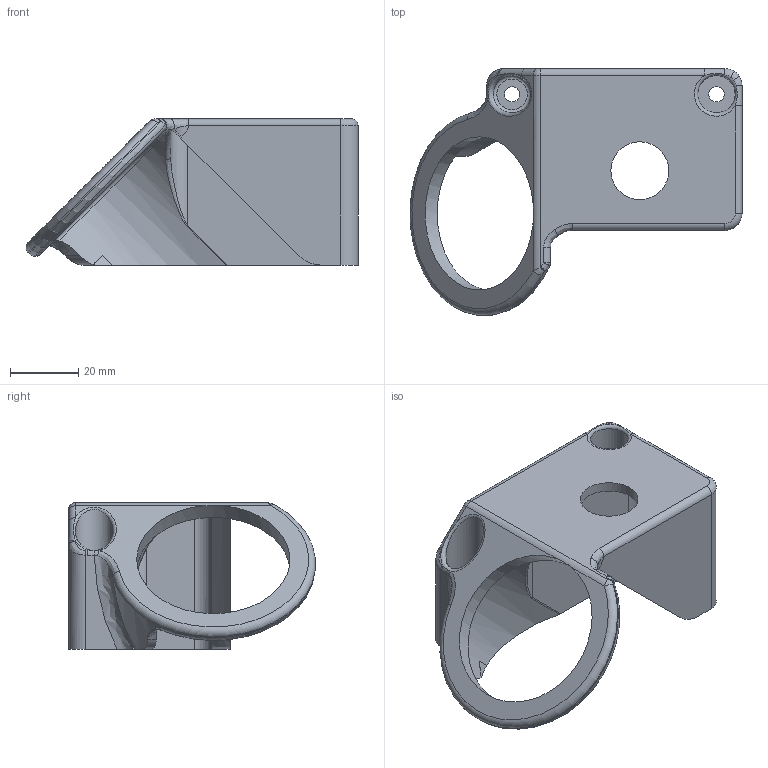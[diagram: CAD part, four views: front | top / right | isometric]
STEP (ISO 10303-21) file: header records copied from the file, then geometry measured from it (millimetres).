
FILE_DESCRIPTION(/* description */ ('','CAx-IF Rec.Pracs.---Representation and Presentation of Product Manufacturing Information (PMI)---4.0---2014-10-13'),/* implementation_level */ '2;1');
FILE_NAME(/* name */ 'EMC_BTN_CASE v8.step',/* time_stamp */ '2024-12-28T11:13:57+09:00',/* author */ (''),/* organization */ (''),/* preprocessor_version */ 'ST-DEVELOPER v20',/* originating_system */ 'Autodesk Translation Framework v13.20.0.188',/* authorisation */ '');
FILE_SCHEMA (('AP242_MANAGED_MODEL_BASED_3D_ENGINEERING_MIM_LF { 1 0 10303 442 1 1 4 }'));
Length unit declared in the file: millimetre
Products named in the file (1): EMC_BTN_CASE
Bounding box: 97.48 x 72.45 x 43 mm (x, y, z)
Volume: 72097.3 mm3; surface area: 23338.2 mm2
Topology: 1 solids, 1 shells, 84 faces, 215 edges, 132 vertices
Faces by surface type: cylinder 33, bspline 20, plane 20, torus 10, sphere 1
Full cylindrical faces by diameter (mm): 4.5 x2, 11 x2, 17 x1, 45 x1
Entity records: 3341 total; most frequent: CARTESIAN_POINT 1331, ORIENTED_EDGE 430, DIRECTION 401, EDGE_CURVE 215, AXIS2_PLACEMENT_3D 170, VERTEX_POINT 132, EDGE_LOOP 91, FACE_OUTER_BOUND 84
